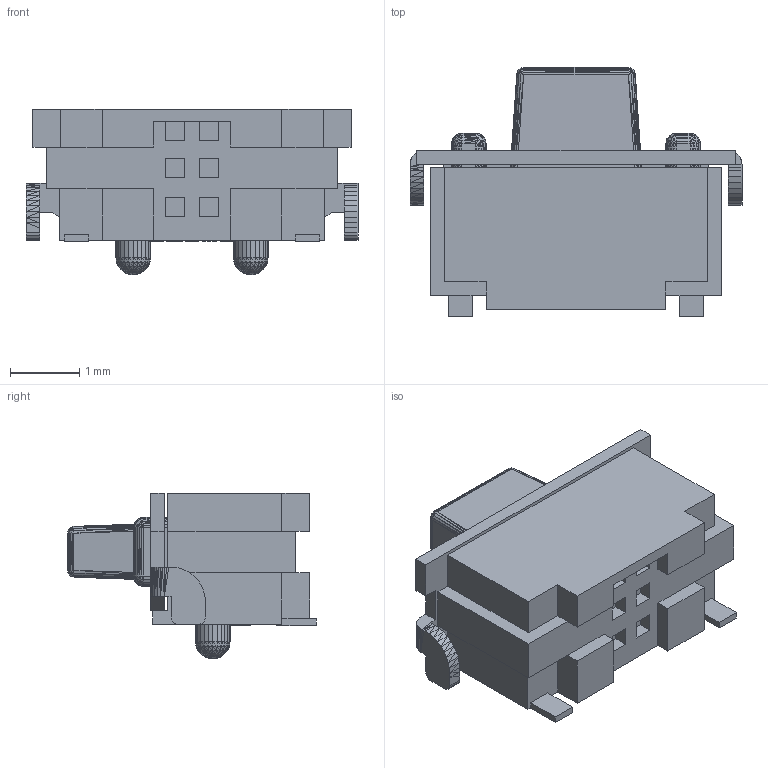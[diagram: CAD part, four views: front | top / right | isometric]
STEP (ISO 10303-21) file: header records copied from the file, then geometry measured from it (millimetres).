
FILE_DESCRIPTION(('FreeCAD Model'),'2;1');
FILE_NAME('Open CASCADE Shape Model','2023-12-02T03:52:20',('Author'),( ''),'Open CASCADE STEP processor 7.6','FreeCAD','Unknown');
FILE_SCHEMA(('AUTOMOTIVE_DESIGN { 1 0 10303 214 1 1 1 1 }'));
Length unit declared in the file: millimetre
Products named in the file (1): TSA002A3518B002
Bounding box: 4.8 x 3.6 x 2.4 mm (x, y, z)
Surface area: 69.3 mm2 (no closed solid volume)
Topology: 0 solids, 1 shells, 1628 faces, 2990 edges, 1375 vertices
Faces by surface type: plane 1628
Entity records: 36778 total; most frequent: DIRECTION 6248, CARTESIAN_POINT 5994, ORIENTED_EDGE 5980, EDGE_CURVE 2990, LINE 2990, VECTOR 2990, FACE_BOUND 1650, EDGE_LOOP 1650
